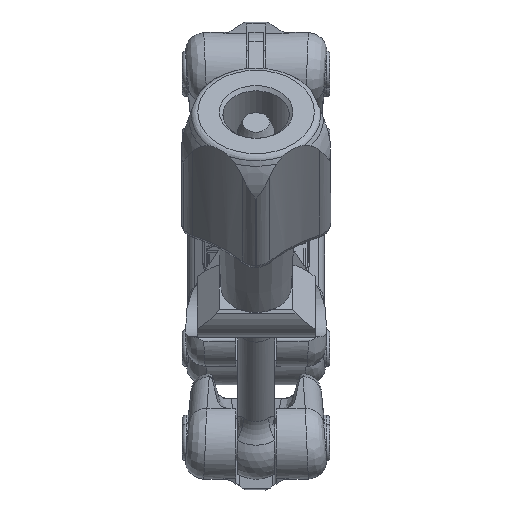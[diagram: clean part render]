
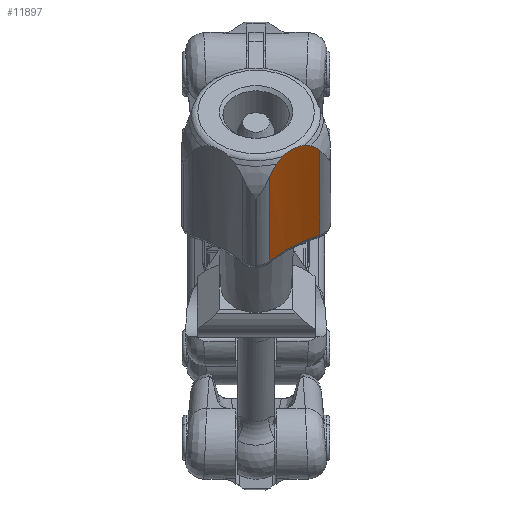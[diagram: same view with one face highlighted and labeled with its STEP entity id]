
A CAD part, front view. The second image highlights one B-rep face of the part: STEP entity #11897.
In plain terms, the highlighted cylindrical face has radius 20 mm (diameter 40 mm), a partial arc.
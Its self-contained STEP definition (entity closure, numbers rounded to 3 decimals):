
#551=B_SPLINE_CURVE_WITH_KNOTS('',3,(#23357,#23358,#23359,#23360),
 .UNSPECIFIED.,.F.,.F.,(4,4),(0.,0.002),.UNSPECIFIED.);
#552=B_SPLINE_CURVE_WITH_KNOTS('',3,(#23362,#23363,#23364,#23365,#23366,
#23367),.UNSPECIFIED.,.F.,.F.,(4,2,4),(0.101,0.102,
0.103),.UNSPECIFIED.);
#553=B_SPLINE_CURVE_WITH_KNOTS('',3,(#23369,#23370,#23371,#23372,#23373,
#23374,#23375),.UNSPECIFIED.,.F.,.F.,(4,1,1,1,4),(0.,0.001,
0.002,0.003,0.004),
 .UNSPECIFIED.);
#554=B_SPLINE_CURVE_WITH_KNOTS('',3,(#23377,#23378,#23379,#23380,#23381,
#23382),.UNSPECIFIED.,.F.,.F.,(4,2,4),(0.096,0.097,
0.097),.UNSPECIFIED.);
#555=B_SPLINE_CURVE_WITH_KNOTS('',3,(#23384,#23385,#23386,#23387),
 .UNSPECIFIED.,.F.,.F.,(4,4),(0.,0.002),
 .UNSPECIFIED.);
#706=CYLINDRICAL_SURFACE('',#12911,20.);
#1818=LINE('',#23136,#2941);
#1834=LINE('',#23355,#2957);
#2941=VECTOR('',#15521,1000.);
#2957=VECTOR('',#15691,1000.);
#6111=ORIENTED_EDGE('',*,*,#7977,.F.);
#6112=ORIENTED_EDGE('',*,*,#8018,.F.);
#6113=ORIENTED_EDGE('',*,*,#8019,.T.);
#6114=ORIENTED_EDGE('',*,*,#8020,.F.);
#6115=ORIENTED_EDGE('',*,*,#8021,.T.);
#6116=ORIENTED_EDGE('',*,*,#8022,.F.);
#6117=ORIENTED_EDGE('',*,*,#8023,.T.);
#6118=ORIENTED_EDGE('',*,*,#7934,.T.);
#7934=EDGE_CURVE('',#9164,#9162,#1818,.T.);
#7977=EDGE_CURVE('',#9200,#9162,#9407,.T.);
#8018=EDGE_CURVE('',#9230,#9200,#1834,.T.);
#8019=EDGE_CURVE('',#9230,#9231,#551,.T.);
#8020=EDGE_CURVE('',#9232,#9231,#552,.T.);
#8021=EDGE_CURVE('',#9232,#9233,#553,.T.);
#8022=EDGE_CURVE('',#9234,#9233,#554,.T.);
#8023=EDGE_CURVE('',#9234,#9164,#555,.T.);
#9162=VERTEX_POINT('',#23134);
#9164=VERTEX_POINT('',#23137);
#9200=VERTEX_POINT('',#23252);
#9230=VERTEX_POINT('',#23356);
#9231=VERTEX_POINT('',#23361);
#9232=VERTEX_POINT('',#23368);
#9233=VERTEX_POINT('',#23376);
#9234=VERTEX_POINT('',#23383);
#9407=CIRCLE('',#12874,20.);
#10122=EDGE_LOOP('',(#6111,#6112,#6113,#6114,#6115,#6116,#6117,#6118));
#10834=FACE_BOUND('',#10122,.T.);
#11897=ADVANCED_FACE('',(#10834),#706,.F.);
#12874=AXIS2_PLACEMENT_3D('',#23253,#15605,#15606);
#12911=AXIS2_PLACEMENT_3D('',#23354,#15689,#15690);
#15521=DIRECTION('',(0.,0.,-1.));
#15605=DIRECTION('',(0.,0.,1.));
#15606=DIRECTION('',(0.588,-0.809,0.));
#15689=DIRECTION('',(0.,0.,1.));
#15690=DIRECTION('',(0.406,-0.914,0.));
#15691=DIRECTION('',(0.,0.,-1.));
#23134=CARTESIAN_POINT('',(-1.859,9.671,-2.));
#23136=CARTESIAN_POINT('',(-1.859,9.671,14.373));
#23137=CARTESIAN_POINT('',(-1.859,9.671,14.373));
#23252=CARTESIAN_POINT('',(-8.623,4.757,-2.));
#23253=CARTESIAN_POINT('',(-16.737,23.037,-2.));
#23354=CARTESIAN_POINT('',(-16.737,23.037,0.));
#23355=CARTESIAN_POINT('',(-8.623,4.757,14.373));
#23356=CARTESIAN_POINT('',(-8.623,4.757,14.373));
#23357=CARTESIAN_POINT('',(-8.623,4.757,14.373));
#23358=CARTESIAN_POINT('',(-8.303,4.899,14.929));
#23359=CARTESIAN_POINT('',(-7.916,5.08,15.415));
#23360=CARTESIAN_POINT('',(-7.457,5.32,15.821));
#23361=CARTESIAN_POINT('',(-7.457,5.32,15.821));
#23362=CARTESIAN_POINT('',(-6.556,5.823,16.5));
#23363=CARTESIAN_POINT('',(-6.712,5.73,16.404));
#23364=CARTESIAN_POINT('',(-6.865,5.643,16.298));
#23365=CARTESIAN_POINT('',(-7.165,5.476,16.07));
#23366=CARTESIAN_POINT('',(-7.313,5.396,15.948));
#23367=CARTESIAN_POINT('',(-7.457,5.32,15.821));
#23368=CARTESIAN_POINT('',(-6.556,5.823,16.5));
#23369=CARTESIAN_POINT('',(-6.556,5.823,16.5));
#23370=CARTESIAN_POINT('',(-6.307,5.97,16.653));
#23371=CARTESIAN_POINT('',(-5.763,6.307,16.784));
#23372=CARTESIAN_POINT('',(-4.978,6.85,16.837));
#23373=CARTESIAN_POINT('',(-4.212,7.434,16.783));
#23374=CARTESIAN_POINT('',(-3.729,7.842,16.653));
#23375=CARTESIAN_POINT('',(-3.512,8.034,16.5));
#23376=CARTESIAN_POINT('',(-3.512,8.034,16.5));
#23377=CARTESIAN_POINT('',(-2.756,8.736,15.821));
#23378=CARTESIAN_POINT('',(-2.872,8.623,15.947));
#23379=CARTESIAN_POINT('',(-2.993,8.507,16.07));
#23380=CARTESIAN_POINT('',(-3.245,8.273,16.298));
#23381=CARTESIAN_POINT('',(-3.375,8.154,16.404));
#23382=CARTESIAN_POINT('',(-3.512,8.034,16.5));
#23383=CARTESIAN_POINT('',(-2.756,8.736,15.821));
#23384=CARTESIAN_POINT('',(-2.756,8.736,15.821));
#23385=CARTESIAN_POINT('',(-2.385,9.098,15.415));
#23386=CARTESIAN_POINT('',(-2.093,9.411,14.929));
#23387=CARTESIAN_POINT('',(-1.859,9.671,14.373));
